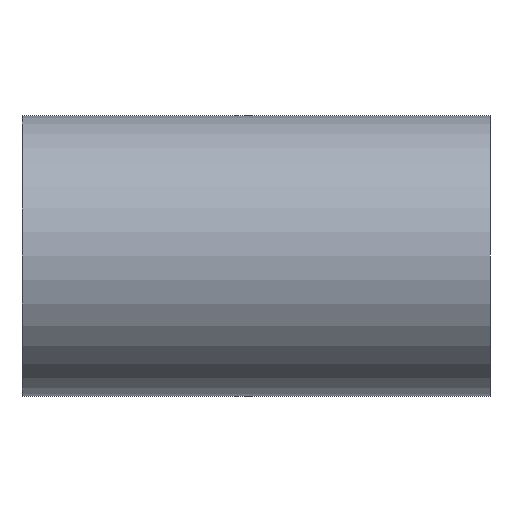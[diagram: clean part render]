
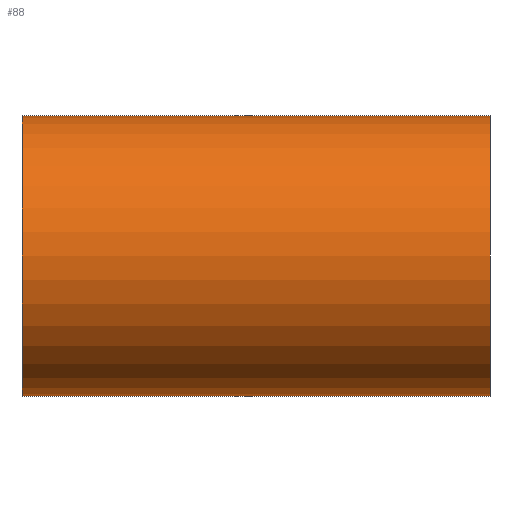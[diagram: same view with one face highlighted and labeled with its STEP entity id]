
A CAD part, front view. The second image highlights one B-rep face of the part: STEP entity #88.
In plain terms, the highlighted cylindrical face has radius 39 mm (diameter 78 mm), a full revolution.
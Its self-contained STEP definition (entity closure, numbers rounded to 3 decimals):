
#8 = CARTESIAN_POINT ( 'NONE',  ( -1229.991, 0., 0. ) ) ;
#14 = DIRECTION ( 'NONE',  ( 0., 0., 1. ) ) ;
#15 = EDGE_CURVE ( 'NONE', #111, #111, #115, .T. ) ;
#37 = EDGE_CURVE ( 'NONE', #68, #68, #157, .T. ) ;
#39 = CARTESIAN_POINT ( 'NONE',  ( 65., 0., 0. ) ) ;
#41 = DIRECTION ( 'NONE',  ( 0., 0., 1. ) ) ;
#43 = DIRECTION ( 'NONE',  ( -1., 0., 0. ) ) ;
#50 = DIRECTION ( 'NONE',  ( -1., 0., 0. ) ) ;
#65 = AXIS2_PLACEMENT_3D ( 'NONE', #151, #50, #14 ) ;
#67 = DIRECTION ( 'NONE',  ( 0., 0., 1. ) ) ;
#68 = VERTEX_POINT ( 'NONE', #205 ) ;
#88 = ADVANCED_FACE ( 'NONE', ( #188, #103 ), #138, .T. ) ;
#97 = EDGE_LOOP ( 'NONE', ( #171 ) ) ;
#99 = DIRECTION ( 'NONE',  ( -1., 0., 0. ) ) ;
#103 = FACE_OUTER_BOUND ( 'NONE', #156, .T. ) ;
#111 = VERTEX_POINT ( 'NONE', #225 ) ;
#115 = CIRCLE ( 'NONE', #65, 39. ) ;
#119 = AXIS2_PLACEMENT_3D ( 'NONE', #39, #43, #41 ) ;
#138 = CYLINDRICAL_SURFACE ( 'NONE', #145, 39. ) ;
#145 = AXIS2_PLACEMENT_3D ( 'NONE', #8, #99, #67 ) ;
#149 = ORIENTED_EDGE ( 'NONE', *, *, #37, .T. ) ;
#151 = CARTESIAN_POINT ( 'NONE',  ( -65., 0., 0. ) ) ;
#156 = EDGE_LOOP ( 'NONE', ( #149 ) ) ;
#157 = CIRCLE ( 'NONE', #119, 39. ) ;
#171 = ORIENTED_EDGE ( 'NONE', *, *, #15, .F. ) ;
#188 = FACE_OUTER_BOUND ( 'NONE', #97, .T. ) ;
#205 = CARTESIAN_POINT ( 'NONE',  ( 65., 0., 39. ) ) ;
#225 = CARTESIAN_POINT ( 'NONE',  ( -65., 0., 39. ) ) ;
